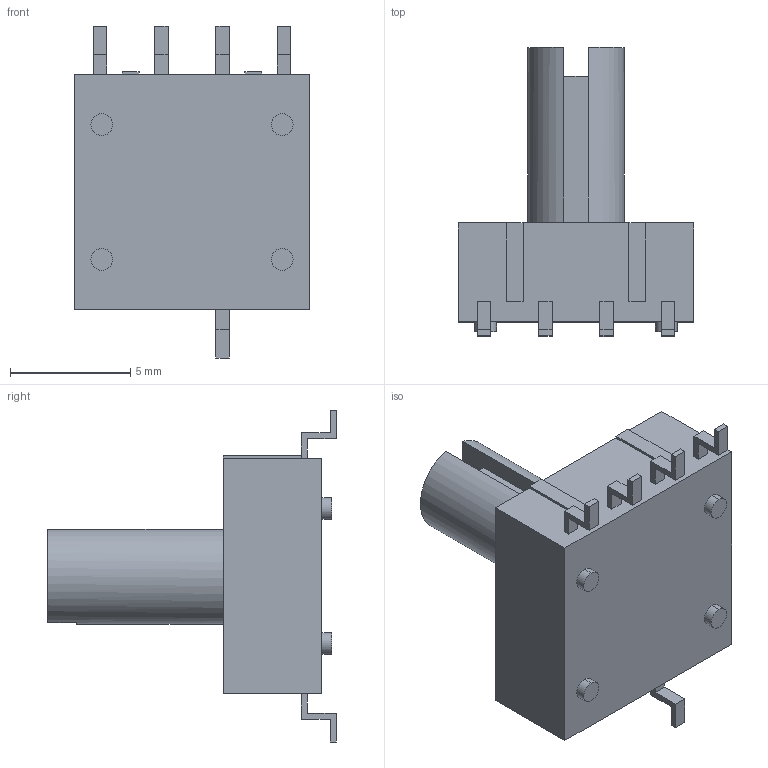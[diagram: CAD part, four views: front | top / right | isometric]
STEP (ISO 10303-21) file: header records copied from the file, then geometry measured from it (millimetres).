
FILE_DESCRIPTION (( 'STEP AP203' ), '1' );
FILE_NAME ('A6RS_161RS.step', '2014-02-05T01:12:16', ( 'OSMC1.0 匠エンジニアリング山之内' ), ( 'TAKUMI-Engniaring' ), 'SwSTEP 2.0', 'SolidWorks 2002025', '' );
FILE_SCHEMA (( 'CONFIG_CONTROL_DESIGN' ));
Length unit declared in the file: millimetre
Products named in the file (1): A6RS_161RS
Bounding box: 9.8 x 12 x 13.8 mm (x, y, z)
Volume: 479.6 mm3; surface area: 492.4 mm2
Topology: 1 solids, 1 shells, 82 faces, 208 edges, 138 vertices
Faces by surface type: plane 70, cylinder 12
Entity records: 2519 total; most frequent: CARTESIAN_POINT 429, ORIENTED_EDGE 416, DIRECTION 400, EDGE_CURVE 208, LINE 182, VECTOR 182, VERTEX_POINT 138, AXIS2_PLACEMENT_3D 109
